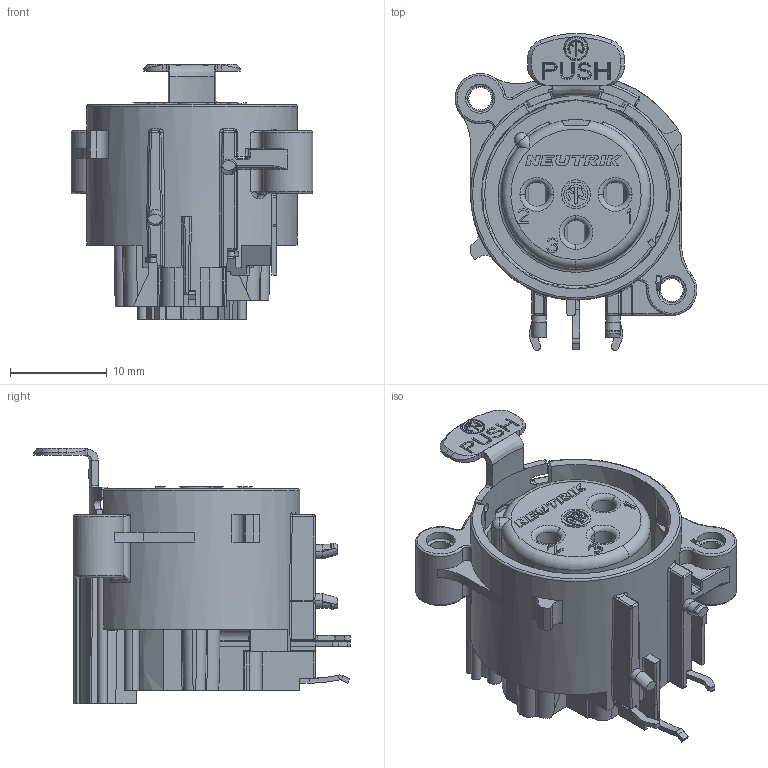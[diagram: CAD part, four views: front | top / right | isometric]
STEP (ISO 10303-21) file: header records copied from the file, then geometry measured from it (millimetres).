
FILE_DESCRIPTION((''),'2;1');
FILE_NAME('30010784','2023-07-12T11:14:32',('thomas.schmiedl'),(''),'CREO PARAMETRIC BY PTC INC, 2021184','CREO PARAMETRIC BY PTC INC, 2021184','');
FILE_SCHEMA(('AUTOMOTIVE_DESIGN { 1 0 10303 214 1 1 1 1 }'));
Length unit declared in the file: millimetre
Products named in the file (1): 30010784
Bounding box: 25 x 32.7 x 26.36 mm (x, y, z)
Volume: 5847.4 mm3; surface area: 5428.9 mm2
Topology: 1 solids, 5 shells, 1417 faces, 3814 edges, 2416 vertices
Faces by surface type: plane 835, cylinder 349, bspline 114, cone 52, torus 49, sphere 16, extrusion 2
Entity records: 48937 total; most frequent: CARTESIAN_POINT 14187, ORIENTED_EDGE 7618, DIRECTION 6600, EDGE_CURVE 3809, VECTOR 2444, LINE 2442, VERTEX_POINT 2416, AXIS2_PLACEMENT_3D 2078
